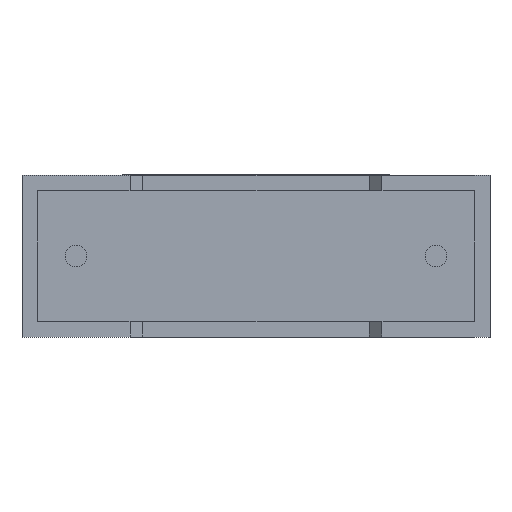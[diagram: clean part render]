
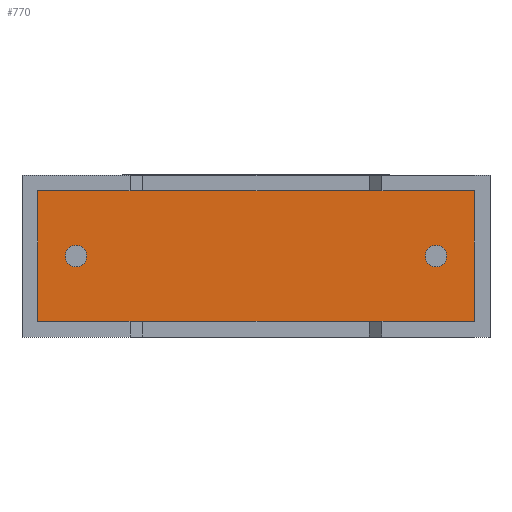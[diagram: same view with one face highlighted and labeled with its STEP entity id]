
A CAD part, front view. The second image highlights one B-rep face of the part: STEP entity #770.
In plain terms, the highlighted planar face has unit normal (0, -1, 0).
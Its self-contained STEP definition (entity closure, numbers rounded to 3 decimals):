
#19 = EDGE_LOOP ( 'NONE', ( #1281, #2525 ) ) ;
#156 = EDGE_CURVE ( 'NONE', #828, #1492, #545, .T. ) ;
#160 = AXIS2_PLACEMENT_3D ( 'NONE', #2746, #165, #2546 ) ;
#165 = DIRECTION ( 'NONE',  ( 0., -1., 0. ) ) ;
#228 = VERTEX_POINT ( 'NONE', #2091 ) ;
#265 = DIRECTION ( 'NONE',  ( 0., 0., -1. ) ) ;
#287 = PLANE ( 'NONE',  #1010 ) ;
#352 = AXIS2_PLACEMENT_3D ( 'NONE', #2805, #486, #692 ) ;
#426 = DIRECTION ( 'NONE',  ( 0., 0., 1. ) ) ;
#456 = CIRCLE ( 'NONE', #1552, 0.3 ) ;
#459 = ORIENTED_EDGE ( 'NONE', *, *, #2609, .T. ) ;
#486 = DIRECTION ( 'NONE',  ( 0., -1., 0. ) ) ;
#529 = DIRECTION ( 'NONE',  ( 0., 0., -1. ) ) ;
#545 = LINE ( 'NONE', #1998, #645 ) ;
#554 = FACE_BOUND ( 'NONE', #2616, .T. ) ;
#560 = EDGE_CURVE ( 'NONE', #228, #2067, #881, .T. ) ;
#565 = CARTESIAN_POINT ( 'NONE',  ( 1.5, 0.75, 2.25 ) ) ;
#572 = ORIENTED_EDGE ( 'NONE', *, *, #2166, .T. ) ;
#645 = VECTOR ( 'NONE', #529, 1000. ) ;
#688 = EDGE_CURVE ( 'NONE', #1560, #2462, #2238, .T. ) ;
#692 = DIRECTION ( 'NONE',  ( 0., 0., -1. ) ) ;
#770 = ADVANCED_FACE ( 'NONE', ( #2640, #1923, #554 ), #287, .T. ) ;
#828 = VERTEX_POINT ( 'NONE', #2464 ) ;
#862 = VECTOR ( 'NONE', #2854, 1000. ) ;
#881 = LINE ( 'NONE', #2114, #1442 ) ;
#921 = ORIENTED_EDGE ( 'NONE', *, *, #2693, .F. ) ;
#998 = CARTESIAN_POINT ( 'NONE',  ( 0., 0.75, 0. ) ) ;
#1010 = AXIS2_PLACEMENT_3D ( 'NONE', #998, #2906, #2873 ) ;
#1020 = CARTESIAN_POINT ( 'NONE',  ( 1.5, 0.75, 2.25 ) ) ;
#1038 = VERTEX_POINT ( 'NONE', #1527 ) ;
#1069 = VECTOR ( 'NONE', #1521, 1000. ) ;
#1281 = ORIENTED_EDGE ( 'NONE', *, *, #688, .F. ) ;
#1351 = CIRCLE ( 'NONE', #160, 0.3 ) ;
#1387 = LINE ( 'NONE', #2603, #862 ) ;
#1442 = VECTOR ( 'NONE', #426, 1000. ) ;
#1473 = CARTESIAN_POINT ( 'NONE',  ( 11.5, 0.75, 2.55 ) ) ;
#1492 = VERTEX_POINT ( 'NONE', #2515 ) ;
#1521 = DIRECTION ( 'NONE',  ( 1., 0., 0. ) ) ;
#1527 = CARTESIAN_POINT ( 'NONE',  ( 1.5, 0.75, 2.55 ) ) ;
#1543 = ORIENTED_EDGE ( 'NONE', *, *, #560, .T. ) ;
#1552 = AXIS2_PLACEMENT_3D ( 'NONE', #565, #2456, #2737 ) ;
#1560 = VERTEX_POINT ( 'NONE', #1473 ) ;
#1819 = VERTEX_POINT ( 'NONE', #1853 ) ;
#1844 = CIRCLE ( 'NONE', #2249, 0.3 ) ;
#1853 = CARTESIAN_POINT ( 'NONE',  ( 1.5, 0.75, 1.95 ) ) ;
#1923 = FACE_OUTER_BOUND ( 'NONE', #2544, .T. ) ;
#1960 = LINE ( 'NONE', #2717, #1069 ) ;
#1991 = EDGE_CURVE ( 'NONE', #2462, #1560, #1351, .T. ) ;
#1998 = CARTESIAN_POINT ( 'NONE',  ( 0.433, 0.75, 4.067 ) ) ;
#2067 = VERTEX_POINT ( 'NONE', #2337 ) ;
#2091 = CARTESIAN_POINT ( 'NONE',  ( 12.567, 0.75, 0.433 ) ) ;
#2114 = CARTESIAN_POINT ( 'NONE',  ( 12.567, 0.75, 0.433 ) ) ;
#2166 = EDGE_CURVE ( 'NONE', #2067, #828, #1387, .T. ) ;
#2238 = CIRCLE ( 'NONE', #352, 0.3 ) ;
#2249 = AXIS2_PLACEMENT_3D ( 'NONE', #1020, #2400, #265 ) ;
#2337 = CARTESIAN_POINT ( 'NONE',  ( 12.567, 0.75, 4.067 ) ) ;
#2400 = DIRECTION ( 'NONE',  ( 0., -1., 0. ) ) ;
#2456 = DIRECTION ( 'NONE',  ( 0., -1., 0. ) ) ;
#2462 = VERTEX_POINT ( 'NONE', #2832 ) ;
#2464 = CARTESIAN_POINT ( 'NONE',  ( 0.433, 0.75, 4.067 ) ) ;
#2500 = ORIENTED_EDGE ( 'NONE', *, *, #2507, .F. ) ;
#2507 = EDGE_CURVE ( 'NONE', #1819, #1038, #1844, .T. ) ;
#2515 = CARTESIAN_POINT ( 'NONE',  ( 0.433, 0.75, 0.433 ) ) ;
#2525 = ORIENTED_EDGE ( 'NONE', *, *, #1991, .F. ) ;
#2544 = EDGE_LOOP ( 'NONE', ( #2903, #459, #1543, #572 ) ) ;
#2546 = DIRECTION ( 'NONE',  ( 0., 0., -1. ) ) ;
#2603 = CARTESIAN_POINT ( 'NONE',  ( 12.567, 0.75, 4.067 ) ) ;
#2609 = EDGE_CURVE ( 'NONE', #1492, #228, #1960, .T. ) ;
#2616 = EDGE_LOOP ( 'NONE', ( #921, #2500 ) ) ;
#2640 = FACE_BOUND ( 'NONE', #19, .T. ) ;
#2693 = EDGE_CURVE ( 'NONE', #1038, #1819, #456, .T. ) ;
#2717 = CARTESIAN_POINT ( 'NONE',  ( 0.433, 0.75, 0.433 ) ) ;
#2737 = DIRECTION ( 'NONE',  ( 0., 0., -1. ) ) ;
#2746 = CARTESIAN_POINT ( 'NONE',  ( 11.5, 0.75, 2.25 ) ) ;
#2805 = CARTESIAN_POINT ( 'NONE',  ( 11.5, 0.75, 2.25 ) ) ;
#2832 = CARTESIAN_POINT ( 'NONE',  ( 11.5, 0.75, 1.95 ) ) ;
#2854 = DIRECTION ( 'NONE',  ( -1., 0., 0. ) ) ;
#2873 = DIRECTION ( 'NONE',  ( 0., 0., -1. ) ) ;
#2903 = ORIENTED_EDGE ( 'NONE', *, *, #156, .T. ) ;
#2906 = DIRECTION ( 'NONE',  ( 0., -1., 0. ) ) ;
